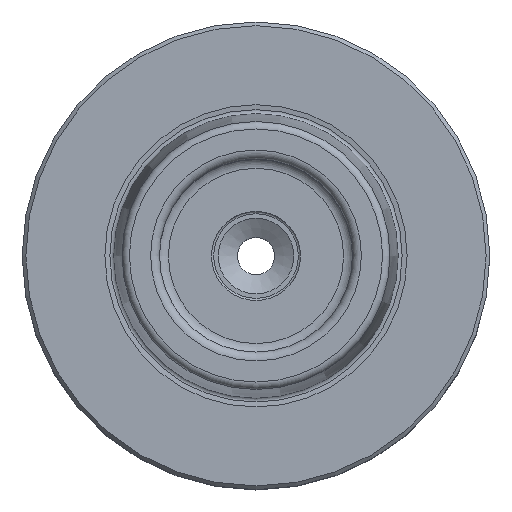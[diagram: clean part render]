
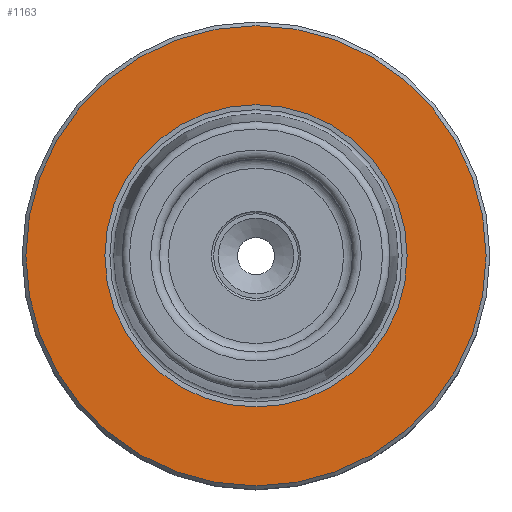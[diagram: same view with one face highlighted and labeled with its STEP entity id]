
A CAD part, top view. The second image highlights one B-rep face of the part: STEP entity #1163.
In plain terms, the highlighted planar face has unit normal (0, 0, 1).
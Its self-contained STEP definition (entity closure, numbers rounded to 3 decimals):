
#63=PLANE('',#1258);
#108=ORIENTED_EDGE('',*,*,#226,.F.);
#109=ORIENTED_EDGE('',*,*,#225,.T.);
#225=EDGE_CURVE('',#291,#291,#357,.T.);
#226=EDGE_CURVE('',#292,#292,#358,.T.);
#291=VERTEX_POINT('',#1680);
#292=VERTEX_POINT('',#1683);
#357=CIRCLE('',#1257,31.);
#358=CIRCLE('',#1259,20.358);
#438=EDGE_LOOP('',(#108));
#439=EDGE_LOOP('',(#109));
#570=FACE_BOUND('',#438,.T.);
#571=FACE_BOUND('',#439,.T.);
#1163=ADVANCED_FACE('',(#570,#571),#63,.F.);
#1257=AXIS2_PLACEMENT_3D('',#1679,#1433,#1434);
#1258=AXIS2_PLACEMENT_3D('',#1681,#1435,#1436);
#1259=AXIS2_PLACEMENT_3D('',#1682,#1437,#1438);
#1433=DIRECTION('',(0.,0.,1.));
#1434=DIRECTION('',(1.,0.,0.));
#1435=DIRECTION('',(0.,0.,-1.));
#1436=DIRECTION('',(-1.,0.,0.));
#1437=DIRECTION('',(0.,0.,1.));
#1438=DIRECTION('',(1.,0.,0.));
#1679=CARTESIAN_POINT('',(0.,0.,0.));
#1680=CARTESIAN_POINT('',(31.,0.,0.));
#1681=CARTESIAN_POINT('',(20.358,0.,0.));
#1682=CARTESIAN_POINT('',(0.,0.,0.));
#1683=CARTESIAN_POINT('',(20.358,0.,0.));
